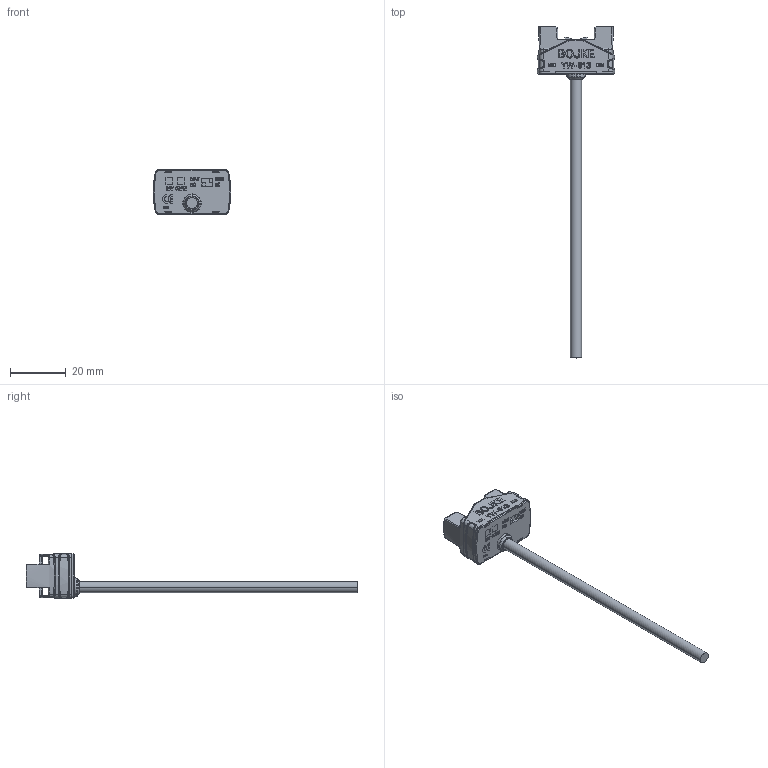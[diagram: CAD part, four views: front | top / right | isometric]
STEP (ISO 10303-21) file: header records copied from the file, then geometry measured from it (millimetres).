
FILE_DESCRIPTION((''),'2;1');
FILE_NAME('YW-613','2022-08-11T09:22:43',('Administrator'),(''),'CREO PARAMETRIC BY PTC INC, 2021023','CREO PARAMETRIC BY PTC INC, 2021023','');
FILE_SCHEMA(('AUTOMOTIVE_DESIGN { 1 0 10303 214 1 1 1 1 }'));
Length unit declared in the file: millimetre
Products named in the file (1): YW-613
Bounding box: 27.8 x 119 x 16.02 mm (x, y, z)
Volume: 1476.1 mm3; surface area: 6973.7 mm2
Topology: 4 solids, 43 shells, 792 faces, 2614 edges, 1841 vertices
Faces by surface type: plane 421, cylinder 151, bspline 144, cone 40, torus 28, sphere 8
Entity records: 40395 total; most frequent: CARTESIAN_POINT 14328, ORIENTED_EDGE 4682, DIRECTION 3390, EDGE_CURVE 2610, VERTEX_POINT 1841, VECTOR 1464, LINE 1464, AXIS2_PLACEMENT_3D 963
